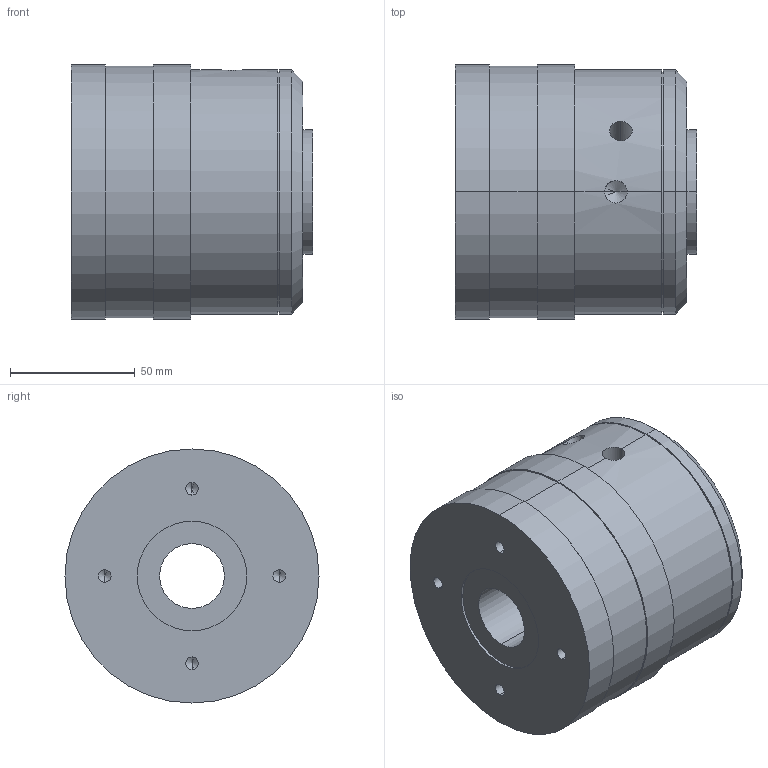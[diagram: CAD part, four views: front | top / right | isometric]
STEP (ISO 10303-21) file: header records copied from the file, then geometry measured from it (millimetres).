
FILE_DESCRIPTION (( 'STEP AP214' ), '1' );
FILE_NAME ('JAC-5C-D.STEP', '2023-02-24T08:21:31', ( '' ), ( '' ), 'SwSTEP 2.0', 'SolidWorks 2021', '' );
FILE_SCHEMA (( 'AUTOMOTIVE_DESIGN' ));
Length unit declared in the file: millimetre
Products named in the file (1): JAC-5C-D
Bounding box: 97 x 102 x 102 mm (x, y, z)
Volume: 676304.2 mm3; surface area: 55561.4 mm2
Topology: 1 solids, 1 shells, 53 faces, 119 edges, 68 vertices
Faces by surface type: cylinder 30, cone 14, plane 9
Entity records: 1561 total; most frequent: CARTESIAN_POINT 361, DIRECTION 269, ORIENTED_EDGE 214, AXIS2_PLACEMENT_3D 112, EDGE_CURVE 107, VERTEX_POINT 68, EDGE_LOOP 67, CIRCLE 58
